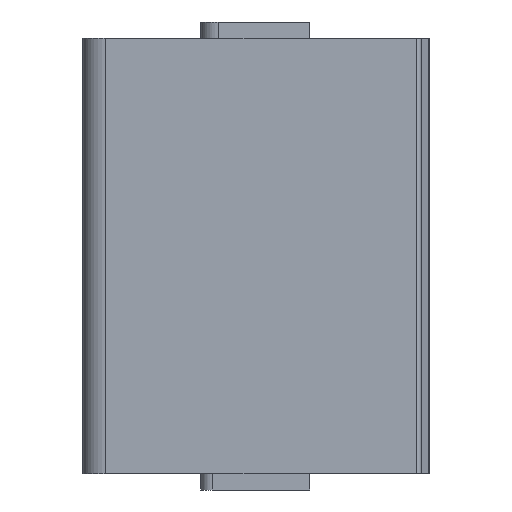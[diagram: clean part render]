
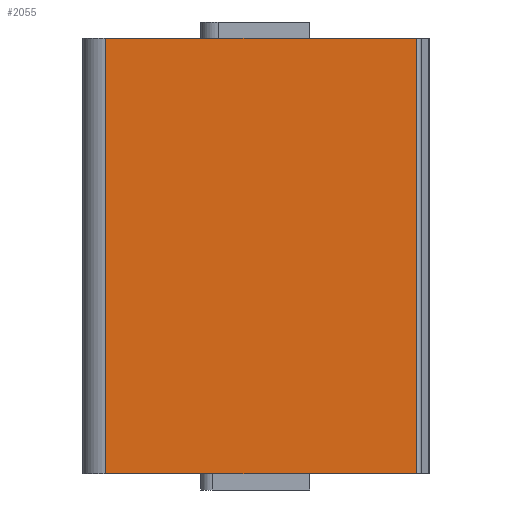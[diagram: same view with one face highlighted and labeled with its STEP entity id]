
A CAD part, front view. The second image highlights one B-rep face of the part: STEP entity #2055.
In plain terms, the highlighted planar face has unit normal (0, -1, 0).
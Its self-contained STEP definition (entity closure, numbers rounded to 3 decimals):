
#146 = VERTEX_POINT ( 'NONE', #270 ) ;
#160 = ORIENTED_EDGE ( 'NONE', *, *, #967, .T. ) ;
#208 = ORIENTED_EDGE ( 'NONE', *, *, #1321, .T. ) ;
#253 = CARTESIAN_POINT ( 'NONE',  ( -62.5, -17.01, 0. ) ) ;
#256 = VERTEX_POINT ( 'NONE', #1747 ) ;
#270 = CARTESIAN_POINT ( 'NONE',  ( -62.5, -17.01, -190. ) ) ;
#271 = LINE ( 'NONE', #1366, #1511 ) ;
#308 = VECTOR ( 'NONE', #1932, 1000. ) ;
#422 = DIRECTION ( 'NONE',  ( 1., 0., 0. ) ) ;
#504 = VERTEX_POINT ( 'NONE', #253 ) ;
#867 = CARTESIAN_POINT ( 'NONE',  ( 73., -17.01, 0. ) ) ;
#915 = AXIS2_PLACEMENT_3D ( 'NONE', #2353, #951, #2583 ) ;
#942 = VERTEX_POINT ( 'NONE', #867 ) ;
#951 = DIRECTION ( 'NONE',  ( 0., -1., 0. ) ) ;
#967 = EDGE_CURVE ( 'NONE', #146, #256, #2900, .T. ) ;
#1092 = VECTOR ( 'NONE', #422, 1000. ) ;
#1321 = EDGE_CURVE ( 'NONE', #256, #942, #2177, .T. ) ;
#1366 = CARTESIAN_POINT ( 'NONE',  ( -62.5, -17.01, -190. ) ) ;
#1408 = PLANE ( 'NONE',  #915 ) ;
#1511 = VECTOR ( 'NONE', #2971, 1000. ) ;
#1747 = CARTESIAN_POINT ( 'NONE',  ( 73., -17.01, -190. ) ) ;
#1759 = CARTESIAN_POINT ( 'NONE',  ( 0., -17.01, 0. ) ) ;
#1807 = EDGE_LOOP ( 'NONE', ( #2749, #2901, #160, #208 ) ) ;
#1818 = CARTESIAN_POINT ( 'NONE',  ( 0., -17.01, -190. ) ) ;
#1834 = EDGE_CURVE ( 'NONE', #146, #504, #271, .T. ) ;
#1932 = DIRECTION ( 'NONE',  ( 0., 0., 1. ) ) ;
#1940 = FACE_OUTER_BOUND ( 'NONE', #1807, .T. ) ;
#2005 = DIRECTION ( 'NONE',  ( 1., 0., 0. ) ) ;
#2055 = ADVANCED_FACE ( 'NONE', ( #1940 ), #1408, .T. ) ;
#2177 = LINE ( 'NONE', #2227, #308 ) ;
#2227 = CARTESIAN_POINT ( 'NONE',  ( 73., -17.01, -190. ) ) ;
#2353 = CARTESIAN_POINT ( 'NONE',  ( 0., -17.01, -190. ) ) ;
#2378 = VECTOR ( 'NONE', #2005, 1000. ) ;
#2521 = LINE ( 'NONE', #1759, #2378 ) ;
#2583 = DIRECTION ( 'NONE',  ( 1., 0., 0. ) ) ;
#2749 = ORIENTED_EDGE ( 'NONE', *, *, #2910, .F. ) ;
#2900 = LINE ( 'NONE', #1818, #1092 ) ;
#2901 = ORIENTED_EDGE ( 'NONE', *, *, #1834, .F. ) ;
#2910 = EDGE_CURVE ( 'NONE', #504, #942, #2521, .T. ) ;
#2971 = DIRECTION ( 'NONE',  ( 0., 0., 1. ) ) ;
